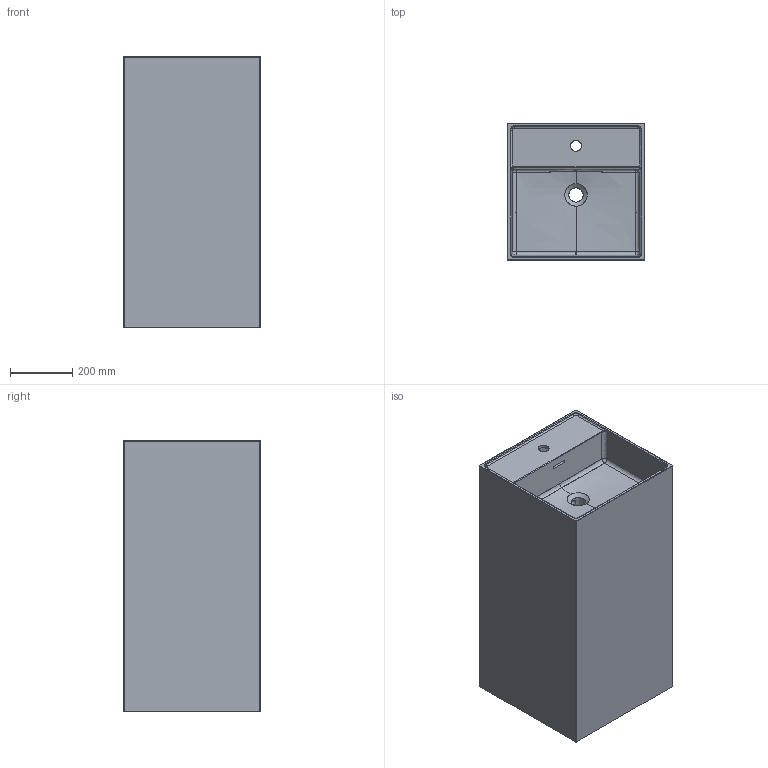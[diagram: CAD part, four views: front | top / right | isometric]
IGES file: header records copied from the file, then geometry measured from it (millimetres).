
Global section: file name: 80_1157_04_11_11_KING 44x44.igs; native system: NX V8.5; preprocessor: SIEMENS PLM Software NX 8.5; date: 20201228.153640; units: millimetre
Bounding box: 440 x 440 x 870 mm (x, y, z)
Surface area: 3291545.2 mm2 (no closed solid volume)
Topology: 0 solids, 0 shells, 261 faces, 1646 edges, 1623 vertices
Faces by surface type: bspline 259, offset 2
